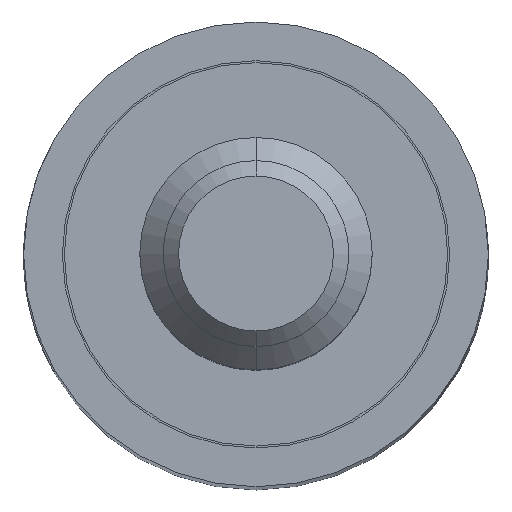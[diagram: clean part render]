
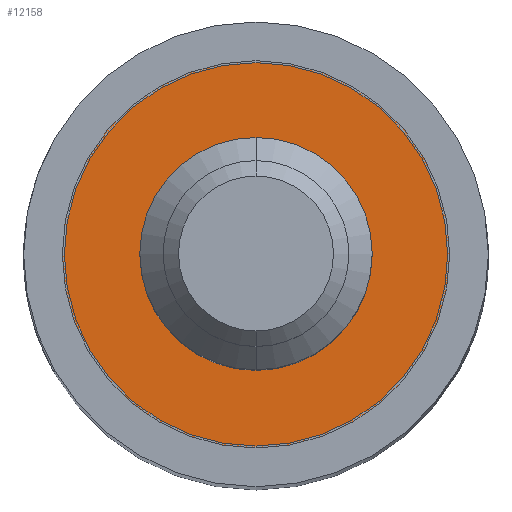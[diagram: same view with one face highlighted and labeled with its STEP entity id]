
A CAD part, top view. The second image highlights one B-rep face of the part: STEP entity #12158.
In plain terms, the highlighted planar face has unit normal (0, 0, 1).
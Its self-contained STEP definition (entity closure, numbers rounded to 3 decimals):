
#11521=CARTESIAN_POINT('',(0.,0.,24.5));
#11522=DIRECTION('',(0.,0.,-1.));
#11523=DIRECTION('',(0.,-1.,0.));
#11524=AXIS2_PLACEMENT_3D('',#11521,#11522,#11523);
#11526=CARTESIAN_POINT('',(0.,0.,24.5));
#11527=DIRECTION('',(0.,0.,1.));
#11528=DIRECTION('',(0.,-1.,0.));
#11529=AXIS2_PLACEMENT_3D('',#11526,#11527,#11528);
#11541=CARTESIAN_POINT('',(0.,0.,24.5));
#11542=DIRECTION('',(0.,0.,-1.));
#11543=DIRECTION('',(0.,1.,0.));
#11544=AXIS2_PLACEMENT_3D('',#11541,#11542,#11543);
#11602=CARTESIAN_POINT('',(0.,0.,24.5));
#11603=DIRECTION('',(0.,0.,-1.));
#11604=DIRECTION('',(0.,-1.,0.));
#11605=AXIS2_PLACEMENT_3D('',#11602,#11603,#11604);
#11796=CARTESIAN_POINT('',(0.,-2.5,24.5));
#11798=VERTEX_POINT('',#11796);
#11810=CARTESIAN_POINT('',(0.,2.5,24.5));
#11812=VERTEX_POINT('',#11810);
#11825=CARTESIAN_POINT('',(0.,1.35,24.5));
#11826=CARTESIAN_POINT('',(0.,-1.35,24.5));
#11827=VERTEX_POINT('',#11825);
#11828=VERTEX_POINT('',#11826);
#12143=CARTESIAN_POINT('',(0.,0.,24.5));
#12144=DIRECTION('',(0.,0.,-1.));
#12145=DIRECTION('',(0.,1.,0.));
#12146=AXIS2_PLACEMENT_3D('',#12143,#12144,#12145);
#12147=PLANE('',#12146);
#12148=ORIENTED_EDGE('',*,*,#12138,.T.);
#12149=ORIENTED_EDGE('',*,*,#12122,.F.);
#12150=EDGE_LOOP('',(#12148,#12149));
#12151=FACE_OUTER_BOUND('',#12150,.F.);
#12153=ORIENTED_EDGE('',*,*,#12152,.F.);
#12155=ORIENTED_EDGE('',*,*,#12154,.F.);
#12156=EDGE_LOOP('',(#12153,#12155));
#12157=FACE_BOUND('',#12156,.F.);
#12158=ADVANCED_FACE('',(#12151,#12157),#12147,.F.);
#11525=CIRCLE('',#11524,2.5);
#11530=CIRCLE('',#11529,2.5);
#11545=CIRCLE('',#11544,1.35);
#11606=CIRCLE('',#11605,1.35);
#12122=EDGE_CURVE('',#11798,#11812,#11530,.T.);
#12138=EDGE_CURVE('',#11798,#11812,#11525,.T.);
#12152=EDGE_CURVE('',#11827,#11828,#11545,.T.);
#12154=EDGE_CURVE('',#11828,#11827,#11606,.T.);
